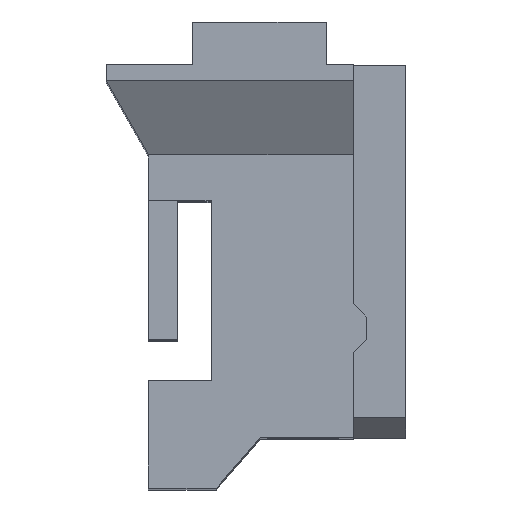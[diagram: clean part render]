
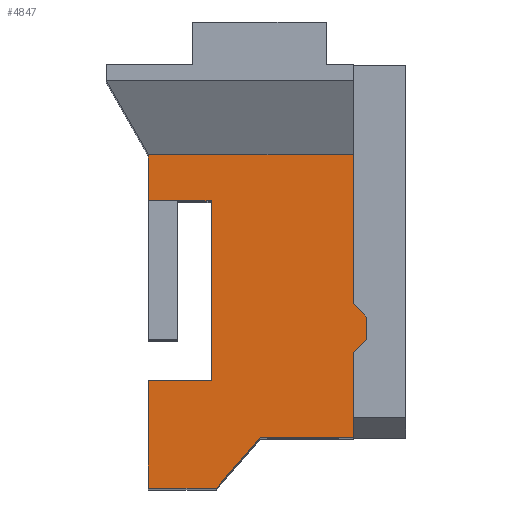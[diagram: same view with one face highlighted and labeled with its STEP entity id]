
A CAD part, top view. The second image highlights one B-rep face of the part: STEP entity #4847.
In plain terms, the highlighted planar face has unit normal (0, 0, 1).
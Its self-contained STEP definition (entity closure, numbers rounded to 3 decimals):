
#154=CARTESIAN_POINT('',(-1.615,4.318,8.265));
#155=VERTEX_POINT('',#154);
#162=CARTESIAN_POINT('',(-1.615,5.004,8.265));
#163=VERTEX_POINT('',#162);
#164=CARTESIAN_POINT('',(-1.615,5.004,8.265));
#165=DIRECTION('',(0.0,-1.0,0.0));
#166=VECTOR('',#165,1.0);
#167=LINE('',#164,#166);
#168=EDGE_CURVE('n� 694',#163,#155,#167,.T.);
#3535=CARTESIAN_POINT('',(-0.595,0.0,8.265));
#3536=VERTEX_POINT('',#3535);
#3543=CARTESIAN_POINT('',(-1.615,0.0,8.265));
#3544=VERTEX_POINT('',#3543);
#3545=CARTESIAN_POINT('',(-2.25,0.0,8.265));
#3546=DIRECTION('',(1.0,0.0,0.0));
#3547=VECTOR('',#3546,1.0);
#3548=LINE('',#3545,#3547);
#3549=EDGE_CURVE('n� 783',#3544,#3536,#3548,.T.);
#3573=CARTESIAN_POINT('',(0.066,0.762,8.265));
#3574=VERTEX_POINT('',#3573);
#3581=CARTESIAN_POINT('',(-0.595,0.0,8.265));
#3582=DIRECTION('',(0.655,0.756,0.0));
#3583=VECTOR('',#3582,1.0);
#3584=LINE('',#3581,#3583);
#3585=EDGE_CURVE('n� 766',#3536,#3574,#3584,.T.);
#3834=CARTESIAN_POINT('',(1.463,0.762,8.265));
#3835=VERTEX_POINT('',#3834);
#3844=CARTESIAN_POINT('',(0.066,0.762,8.265));
#3845=DIRECTION('',(1.0,0.0,0.0));
#3846=VECTOR('',#3845,1.0);
#3847=LINE('',#3844,#3846);
#3848=EDGE_CURVE('n� 767',#3574,#3835,#3847,.T.);
#4199=CARTESIAN_POINT('',(-1.615,1.613,8.265));
#4200=VERTEX_POINT('',#4199);
#4201=CARTESIAN_POINT('',(-1.615,5.004,8.265));
#4202=DIRECTION('',(0.0,-1.0,0.0));
#4203=VECTOR('',#4202,1.0);
#4204=LINE('',#4201,#4203);
#4205=EDGE_CURVE('n� 3711',#4200,#3544,#4204,.T.);
#4750=CARTESIAN_POINT('',(1.463,5.004,8.265));
#4751=VERTEX_POINT('',#4750);
#4752=CARTESIAN_POINT('',(-2.25,5.004,8.265));
#4753=DIRECTION('',(1.0,0.0,0.0));
#4754=VECTOR('',#4753,1.0);
#4755=LINE('',#4752,#4754);
#4756=EDGE_CURVE('n� 782',#163,#4751,#4755,.T.);
#4774=CARTESIAN_POINT('',(-0.675,1.613,8.265));
#4775=VERTEX_POINT('',#4774);
#4776=CARTESIAN_POINT('',(-0.675,4.318,8.265));
#4777=VERTEX_POINT('',#4776);
#4778=CARTESIAN_POINT('',(-0.675,4.318,8.265));
#4779=DIRECTION('',(0.0,1.0,0.0));
#4780=VECTOR('',#4779,1.0);
#4781=LINE('',#4778,#4780);
#4782=EDGE_CURVE('n� 3748',#4775,#4777,#4781,.T.);
#4783=ORIENTED_EDGE('',*,*,#4782,.F.);
#4784=CARTESIAN_POINT('',(-0.675,1.613,8.265));
#4785=DIRECTION('',(-1.0,0.0,0.0));
#4786=VECTOR('',#4785,1.0);
#4787=LINE('',#4784,#4786);
#4788=EDGE_CURVE('n� 3739',#4775,#4200,#4787,.T.);
#4789=ORIENTED_EDGE('',*,*,#4788,.T.);
#4790=ORIENTED_EDGE('',*,*,#4205,.T.);
#4791=ORIENTED_EDGE('',*,*,#3549,.T.);
#4792=ORIENTED_EDGE('',*,*,#3585,.T.);
#4793=ORIENTED_EDGE('',*,*,#3848,.T.);
#4794=CARTESIAN_POINT('',(1.463,2.032,8.265));
#4795=VERTEX_POINT('',#4794);
#4796=CARTESIAN_POINT('',(1.463,0.0,8.265));
#4797=DIRECTION('',(0.0,1.0,0.0));
#4798=VECTOR('',#4797,1.0);
#4799=LINE('',#4796,#4798);
#4800=EDGE_CURVE('n� 1562',#3835,#4795,#4799,.T.);
#4801=ORIENTED_EDGE('',*,*,#4800,.T.);
#4802=CARTESIAN_POINT('',(1.666,2.235,8.265));
#4803=VERTEX_POINT('',#4802);
#4804=CARTESIAN_POINT('',(1.463,2.032,8.265));
#4805=DIRECTION('',(0.707,0.707,0.0));
#4806=VECTOR('',#4805,1.0);
#4807=LINE('',#4804,#4806);
#4808=EDGE_CURVE('n� 2940',#4795,#4803,#4807,.T.);
#4809=ORIENTED_EDGE('',*,*,#4808,.T.);
#4810=CARTESIAN_POINT('',(1.666,2.569,8.265));
#4811=VERTEX_POINT('',#4810);
#4812=CARTESIAN_POINT('',(1.666,2.569,8.265));
#4813=DIRECTION('',(0.0,1.0,0.0));
#4814=VECTOR('',#4813,1.0);
#4815=LINE('',#4812,#4814);
#4816=EDGE_CURVE('n� 2943',#4803,#4811,#4815,.T.);
#4817=ORIENTED_EDGE('',*,*,#4816,.T.);
#4818=CARTESIAN_POINT('',(1.463,2.772,8.265));
#4819=VERTEX_POINT('',#4818);
#4820=CARTESIAN_POINT('',(1.463,2.772,8.265));
#4821=DIRECTION('',(-0.707,0.707,0.0));
#4822=VECTOR('',#4821,1.0);
#4823=LINE('',#4820,#4822);
#4824=EDGE_CURVE('n� 2934',#4811,#4819,#4823,.T.);
#4825=ORIENTED_EDGE('',*,*,#4824,.T.);
#4826=CARTESIAN_POINT('',(1.463,0.0,8.265));
#4827=DIRECTION('',(0.0,1.0,0.0));
#4828=VECTOR('',#4827,1.0);
#4829=LINE('',#4826,#4828);
#4830=EDGE_CURVE('n� 2900',#4819,#4751,#4829,.T.);
#4831=ORIENTED_EDGE('',*,*,#4830,.T.);
#4832=ORIENTED_EDGE('',*,*,#4756,.F.);
#4833=ORIENTED_EDGE('',*,*,#168,.T.);
#4834=CARTESIAN_POINT('',(-0.675,4.318,8.265));
#4835=DIRECTION('',(-1.0,0.0,0.0));
#4836=VECTOR('',#4835,1.0);
#4837=LINE('',#4834,#4836);
#4838=EDGE_CURVE('n� 3751',#4777,#155,#4837,.T.);
#4839=ORIENTED_EDGE('',*,*,#4838,.F.);
#4840=EDGE_LOOP('',(
    #4783,#4789,#4790,#4791,#4792,#4793,#4801,#4809,#4817,#4825,
    #4831,#4832,#4833,#4839));
#4841=FACE_OUTER_BOUND('',#4840,.T.);
#4842=CARTESIAN_POINT('',(-2.25,0.0,8.265));
#4843=DIRECTION('',(0.0,0.0,-1.0));
#4844=DIRECTION('',(-1.0,0.0,0.0));
#4845=AXIS2_PLACEMENT_3D('',#4842,#4843,#4844);
#4846=PLANE('',#4845);
#4847=ADVANCED_FACE('n� 851',(#4841),#4846,.F.);
